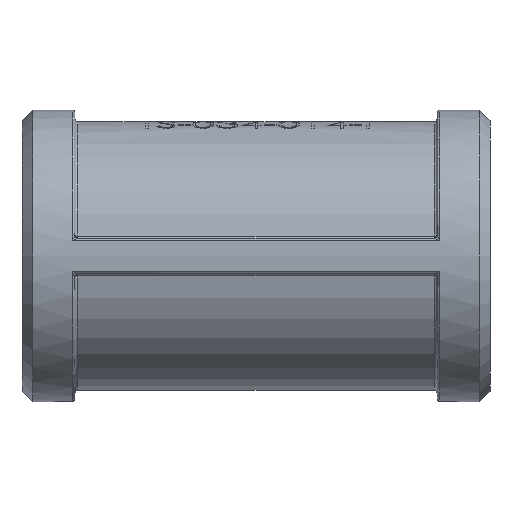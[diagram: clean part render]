
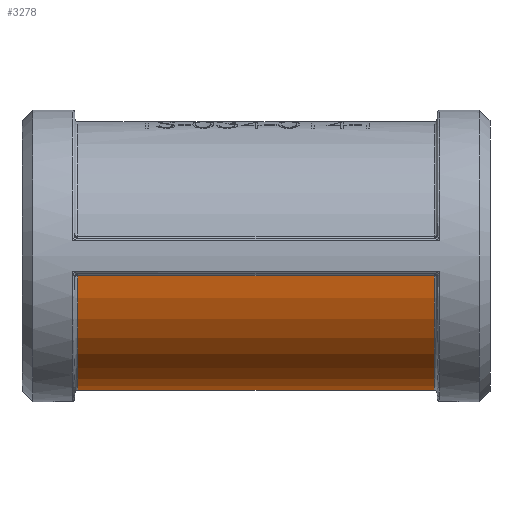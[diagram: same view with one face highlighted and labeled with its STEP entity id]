
A CAD part, front view. The second image highlights one B-rep face of the part: STEP entity #3278.
In plain terms, the highlighted cylindrical face has radius 15.25 mm (diameter 30.5 mm), a partial arc.
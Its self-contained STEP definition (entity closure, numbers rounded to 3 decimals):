
#3278 = ADVANCED_FACE ( 'NONE', ( #15179 ), #15180, .T. ) ;
#3394 = EDGE_CURVE ( 'NONE', #19782, #19777, #17043, .T. ) ;
#3401 = EDGE_CURVE ( 'NONE', #19869, #19824, #8495, .T. ) ;
#3426 = EDGE_CURVE ( 'NONE', #19824, #19831, #18030, .T. ) ;
#3477 = EDGE_CURVE ( 'NONE', #19877, #19869, #8518, .T. ) ;
#3478 = EDGE_CURVE ( 'NONE', #19797, #19782, #12356, .T. ) ;
#3479 = EDGE_CURVE ( 'NONE', #19777, #19877, #12329, .T. ) ;
#3490 = EDGE_CURVE ( 'NONE', #19831, #19797, #17129, .T. ) ;
#8495 = B_SPLINE_CURVE_WITH_KNOTS ( 'NONE', 3,
 ( #17632, #17593, #17596, #17613, #17598, #17638 ),
 .UNSPECIFIED., .F., .F.,
 ( 4, 1, 1, 4 ),
 ( 0., 0.286, 0.571, 1. ),
 .UNSPECIFIED. ) ;
#8518 = B_SPLINE_CURVE_WITH_KNOTS ( 'NONE', 3,
 ( #12328, #12337, #12362, #12335, #12338, #12325, #12361 ),
 .UNSPECIFIED., .F., .F.,
 ( 4, 1, 1, 1, 4 ),
 ( 0., 0.286, 0.571, 0.857, 1. ),
 .UNSPECIFIED. ) ;
#12325 = CARTESIAN_POINT ( 'NONE',  ( 0.829, 11.597, -9.903 ) ) ;
#12326 = DIRECTION ( 'NONE',  ( 1., 0., 0. ) ) ;
#12328 = CARTESIAN_POINT ( 'NONE',  ( 12.171, 15.082, -2.256 ) ) ;
#12329 = LINE ( 'NONE', #12339, #17139 ) ;
#12335 = CARTESIAN_POINT ( 'NONE',  ( 7.039, 12.768, -8.46 ) ) ;
#12337 = CARTESIAN_POINT ( 'NONE',  ( 11.798, 14.893, -3.521 ) ) ;
#12338 = CARTESIAN_POINT ( 'NONE',  ( 3.321, 11.771, -9.702 ) ) ;
#12339 = CARTESIAN_POINT ( 'NONE',  ( 0., 15.082, -2.256 ) ) ;
#12350 = DIRECTION ( 'NONE',  ( -1., 0., 0. ) ) ;
#12355 = CARTESIAN_POINT ( 'NONE',  ( 0., -15.082, -2.256 ) ) ;
#12356 = LINE ( 'NONE', #12355, #17090 ) ;
#12361 = CARTESIAN_POINT ( 'NONE',  ( 0., 11.597, -9.903 ) ) ;
#12362 = CARTESIAN_POINT ( 'NONE',  ( 10.427, 14.205, -5.874 ) ) ;
#12433 = DIRECTION ( 'NONE',  ( 0., 0., -1. ) ) ;
#12442 = DIRECTION ( 'NONE',  ( -1., 0., 0. ) ) ;
#12456 = CARTESIAN_POINT ( 'NONE',  ( -20.2, 0., 0. ) ) ;
#14352 = DIRECTION ( 'NONE',  ( 1., 0., 0. ) ) ;
#14381 = DIRECTION ( 'NONE',  ( 0., -1., 0. ) ) ;
#15147 = CARTESIAN_POINT ( 'NONE',  ( 0., 0., 0. ) ) ;
#15179 = FACE_OUTER_BOUND ( 'NONE', #15920, .T. ) ;
#15180 = CYLINDRICAL_SURFACE ( 'NONE', #16268, 15.25 ) ;
#15920 = EDGE_LOOP ( 'NONE', ( #16432, #16404, #16405, #16402, #16427, #16441, #16428 ) ) ;
#16268 = AXIS2_PLACEMENT_3D ( 'NONE', #15147, #14352, #14381 ) ;
#16402 = ORIENTED_EDGE ( 'NONE', *, *, #3426, .F. ) ;
#16404 = ORIENTED_EDGE ( 'NONE', *, *, #3478, .F. ) ;
#16405 = ORIENTED_EDGE ( 'NONE', *, *, #3490, .F. ) ;
#16427 = ORIENTED_EDGE ( 'NONE', *, *, #3401, .F. ) ;
#16428 = ORIENTED_EDGE ( 'NONE', *, *, #3479, .F. ) ;
#16432 = ORIENTED_EDGE ( 'NONE', *, *, #3394, .F. ) ;
#16441 = ORIENTED_EDGE ( 'NONE', *, *, #3477, .F. ) ;
#16988 = VECTOR ( 'NONE', #18083, 1000. ) ;
#17043 = CIRCLE ( 'NONE', #17047, 15.25 ) ;
#17047 = AXIS2_PLACEMENT_3D ( 'NONE', #17524, #17478, #17483 ) ;
#17090 = VECTOR ( 'NONE', #12326, 1000. ) ;
#17127 = AXIS2_PLACEMENT_3D ( 'NONE', #12456, #12442, #12433 ) ;
#17129 = CIRCLE ( 'NONE', #17127, 15.25 ) ;
#17139 = VECTOR ( 'NONE', #12350, 1000. ) ;
#17478 = DIRECTION ( 'NONE',  ( 1., 0., 0. ) ) ;
#17483 = DIRECTION ( 'NONE',  ( 0., 0., -1. ) ) ;
#17524 = CARTESIAN_POINT ( 'NONE',  ( 20.2, 0., 0. ) ) ;
#17593 = CARTESIAN_POINT ( 'NONE',  ( -1.657, 11.597, -9.903 ) ) ;
#17596 = CARTESIAN_POINT ( 'NONE',  ( -4.936, 12.086, -9.355 ) ) ;
#17598 = CARTESIAN_POINT ( 'NONE',  ( -11.611, 14.798, -4.154 ) ) ;
#17613 = CARTESIAN_POINT ( 'NONE',  ( -9.527, 13.741, -6.954 ) ) ;
#17632 = CARTESIAN_POINT ( 'NONE',  ( 0., 11.597, -9.903 ) ) ;
#17638 = CARTESIAN_POINT ( 'NONE',  ( -12.171, 15.082, -2.256 ) ) ;
#18030 = LINE ( 'NONE', #18112, #16988 ) ;
#18083 = DIRECTION ( 'NONE',  ( -1., 0., 0. ) ) ;
#18112 = CARTESIAN_POINT ( 'NONE',  ( 0., 15.082, -2.256 ) ) ;
#19777 = VERTEX_POINT ( 'NONE', #20989 ) ;
#19782 = VERTEX_POINT ( 'NONE', #21027 ) ;
#19797 = VERTEX_POINT ( 'NONE', #21021 ) ;
#19824 = VERTEX_POINT ( 'NONE', #21014 ) ;
#19831 = VERTEX_POINT ( 'NONE', #20978 ) ;
#19869 = VERTEX_POINT ( 'NONE', #21094 ) ;
#19877 = VERTEX_POINT ( 'NONE', #21080 ) ;
#20978 = CARTESIAN_POINT ( 'NONE',  ( -20.2, 15.082, -2.256 ) ) ;
#20989 = CARTESIAN_POINT ( 'NONE',  ( 20.2, 15.082, -2.256 ) ) ;
#21014 = CARTESIAN_POINT ( 'NONE',  ( -12.171, 15.082, -2.256 ) ) ;
#21021 = CARTESIAN_POINT ( 'NONE',  ( -20.2, -15.082, -2.256 ) ) ;
#21027 = CARTESIAN_POINT ( 'NONE',  ( 20.2, -15.082, -2.256 ) ) ;
#21080 = CARTESIAN_POINT ( 'NONE',  ( 12.171, 15.082, -2.256 ) ) ;
#21094 = CARTESIAN_POINT ( 'NONE',  ( 0., 11.597, -9.903 ) ) ;
